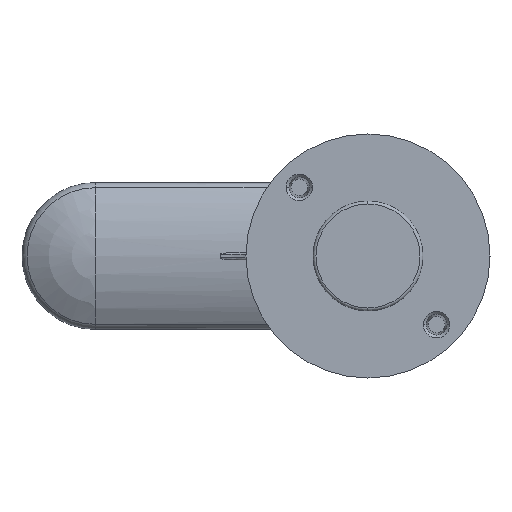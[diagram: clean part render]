
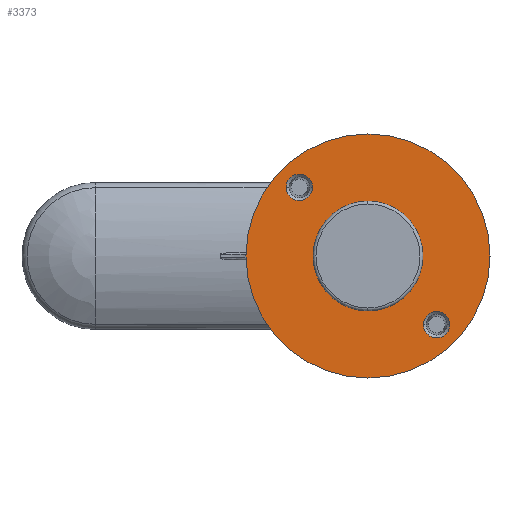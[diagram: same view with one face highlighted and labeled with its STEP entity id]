
A CAD part, front view. The second image highlights one B-rep face of the part: STEP entity #3373.
In plain terms, the highlighted planar face has unit normal (0, -1, 0).
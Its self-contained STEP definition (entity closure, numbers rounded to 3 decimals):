
#1083=CARTESIAN_POINT('',(-22.872,-0.686,
72.115));
#1084=DIRECTION('',(0.,1.,0.));
#1085=DIRECTION('',(0.,0.,-1.));
#1086=AXIS2_PLACEMENT_3D('',#1083,#1084,#1085);
#1088=CARTESIAN_POINT('',(-22.872,-0.686,
72.115));
#1089=DIRECTION('',(0.,1.,0.));
#1090=DIRECTION('',(0.,0.,1.));
#1091=AXIS2_PLACEMENT_3D('',#1088,#1089,#1090);
#1093=CARTESIAN_POINT('',(-4.14,-0.686,
53.37));
#1094=DIRECTION('',(0.,-1.,0.));
#1095=DIRECTION('',(-1.,0.,0.));
#1096=AXIS2_PLACEMENT_3D('',#1093,#1094,#1095);
#1098=CARTESIAN_POINT('',(-4.14,-0.686,
53.37));
#1099=DIRECTION('',(0.,-1.,0.));
#1100=DIRECTION('',(0.,0.,-1.));
#1101=AXIS2_PLACEMENT_3D('',#1098,#1099,#1100);
#1103=CARTESIAN_POINT('',(-4.14,-0.686,
53.37));
#1104=DIRECTION('',(0.,-1.,0.));
#1105=DIRECTION('',(1.,0.,0.));
#1106=AXIS2_PLACEMENT_3D('',#1103,#1104,#1105);
#1108=CARTESIAN_POINT('',(-4.14,-0.686,
53.37));
#1109=DIRECTION('',(0.,-1.,0.));
#1110=DIRECTION('',(0.,0.,1.));
#1111=AXIS2_PLACEMENT_3D('',#1108,#1109,#1110);
#1113=CARTESIAN_POINT('',(-41.604,-0.686,
90.86));
#1114=DIRECTION('',(0.,-1.,0.));
#1115=DIRECTION('',(-1.,0.,0.));
#1116=AXIS2_PLACEMENT_3D('',#1113,#1114,#1115);
#1118=CARTESIAN_POINT('',(-41.604,-0.686,
90.86));
#1119=DIRECTION('',(0.,-1.,0.));
#1120=DIRECTION('',(0.,0.,-1.));
#1121=AXIS2_PLACEMENT_3D('',#1118,#1119,#1120);
#1123=CARTESIAN_POINT('',(-41.604,-0.686,
90.86));
#1124=DIRECTION('',(0.,-1.,0.));
#1125=DIRECTION('',(1.,0.,0.));
#1126=AXIS2_PLACEMENT_3D('',#1123,#1124,#1125);
#1128=CARTESIAN_POINT('',(-41.604,-0.686,
90.86));
#1129=DIRECTION('',(0.,-1.,0.));
#1130=DIRECTION('',(0.,0.,1.));
#1131=AXIS2_PLACEMENT_3D('',#1128,#1129,#1130);
#1133=CARTESIAN_POINT('',(-22.872,-0.686,
72.115));
#1134=DIRECTION('',(0.,-1.,0.));
#1135=DIRECTION('',(0.,0.,1.));
#1136=AXIS2_PLACEMENT_3D('',#1133,#1134,#1135);
#1138=CARTESIAN_POINT('',(-22.872,-0.686,
72.115));
#1139=DIRECTION('',(0.,-1.,0.));
#1140=DIRECTION('',(0.,0.,-1.));
#1141=AXIS2_PLACEMENT_3D('',#1138,#1139,#1140);
#1438=CARTESIAN_POINT('',(-22.872,-0.686,
105.429));
#1439=VERTEX_POINT('',#1438);
#1440=CARTESIAN_POINT('',(-22.872,-0.686,
38.801));
#1441=VERTEX_POINT('',#1440);
#1442=CARTESIAN_POINT('',(-4.14,-0.686,
49.771));
#1443=CARTESIAN_POINT('',(-0.541,-0.686,
53.37));
#1444=VERTEX_POINT('',#1442);
#1445=VERTEX_POINT('',#1443);
#1446=CARTESIAN_POINT('',(-7.739,-0.686,
53.37));
#1447=VERTEX_POINT('',#1446);
#1448=CARTESIAN_POINT('',(-4.14,-0.686,
56.969));
#1449=VERTEX_POINT('',#1448);
#1450=CARTESIAN_POINT('',(-41.604,-0.686,
87.26));
#1451=CARTESIAN_POINT('',(-38.004,-0.686,
90.86));
#1452=VERTEX_POINT('',#1450);
#1453=VERTEX_POINT('',#1451);
#1454=CARTESIAN_POINT('',(-45.203,-0.686,
90.86));
#1455=VERTEX_POINT('',#1454);
#1456=CARTESIAN_POINT('',(-41.604,-0.686,
94.459));
#1457=VERTEX_POINT('',#1456);
#1458=CARTESIAN_POINT('',(-22.872,-0.686,
87.115));
#1459=CARTESIAN_POINT('',(-22.872,-0.686,
57.115));
#1460=VERTEX_POINT('',#1458);
#1461=VERTEX_POINT('',#1459);
#3338=CARTESIAN_POINT('',(-22.872,-0.686,
72.115));
#3339=DIRECTION('',(0.,1.,0.));
#3340=DIRECTION('',(0.,0.,1.));
#3341=AXIS2_PLACEMENT_3D('',#3338,#3339,#3340);
#3342=PLANE('',#3341);
#3343=ORIENTED_EDGE('',*,*,#3324,.T.);
#3344=ORIENTED_EDGE('',*,*,#3306,.T.);
#3345=EDGE_LOOP('',(#3343,#3344));
#3346=FACE_OUTER_BOUND('',#3345,.F.);
#3348=ORIENTED_EDGE('',*,*,#3347,.T.);
#3350=ORIENTED_EDGE('',*,*,#3349,.T.);
#3352=ORIENTED_EDGE('',*,*,#3351,.T.);
#3354=ORIENTED_EDGE('',*,*,#3353,.T.);
#3355=EDGE_LOOP('',(#3348,#3350,#3352,#3354));
#3356=FACE_BOUND('',#3355,.F.);
#3358=ORIENTED_EDGE('',*,*,#3357,.T.);
#3360=ORIENTED_EDGE('',*,*,#3359,.T.);
#3362=ORIENTED_EDGE('',*,*,#3361,.T.);
#3364=ORIENTED_EDGE('',*,*,#3363,.T.);
#3365=EDGE_LOOP('',(#3358,#3360,#3362,#3364));
#3366=FACE_BOUND('',#3365,.F.);
#3368=ORIENTED_EDGE('',*,*,#3367,.T.);
#3370=ORIENTED_EDGE('',*,*,#3369,.T.);
#3371=EDGE_LOOP('',(#3368,#3370));
#3372=FACE_BOUND('',#3371,.F.);
#1087=CIRCLE('',#1086,33.314);
#1092=CIRCLE('',#1091,33.314);
#1097=CIRCLE('',#1096,3.599);
#1102=CIRCLE('',#1101,3.599);
#1107=CIRCLE('',#1106,3.599);
#1112=CIRCLE('',#1111,3.599);
#1117=CIRCLE('',#1116,3.599);
#1122=CIRCLE('',#1121,3.599);
#1127=CIRCLE('',#1126,3.599);
#1132=CIRCLE('',#1131,3.599);
#1137=CIRCLE('',#1136,15.);
#1142=CIRCLE('',#1141,15.);
#3306=EDGE_CURVE('',#1439,#1441,#1092,.T.);
#3324=EDGE_CURVE('',#1441,#1439,#1087,.T.);
#3347=EDGE_CURVE('',#1447,#1444,#1097,.T.);
#3349=EDGE_CURVE('',#1444,#1445,#1102,.T.);
#3351=EDGE_CURVE('',#1445,#1449,#1107,.T.);
#3353=EDGE_CURVE('',#1449,#1447,#1112,.T.);
#3357=EDGE_CURVE('',#1455,#1452,#1117,.T.);
#3359=EDGE_CURVE('',#1452,#1453,#1122,.T.);
#3361=EDGE_CURVE('',#1453,#1457,#1127,.T.);
#3363=EDGE_CURVE('',#1457,#1455,#1132,.T.);
#3367=EDGE_CURVE('',#1460,#1461,#1137,.T.);
#3369=EDGE_CURVE('',#1461,#1460,#1142,.T.);
#3373=ADVANCED_FACE('',(#3346,#3356,#3366,#3372),#3342,.F.);
